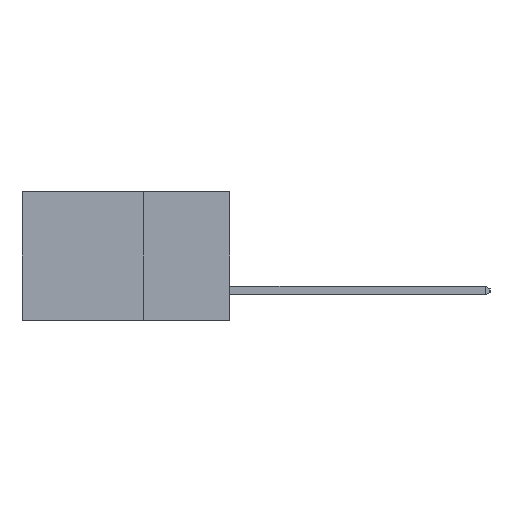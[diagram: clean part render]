
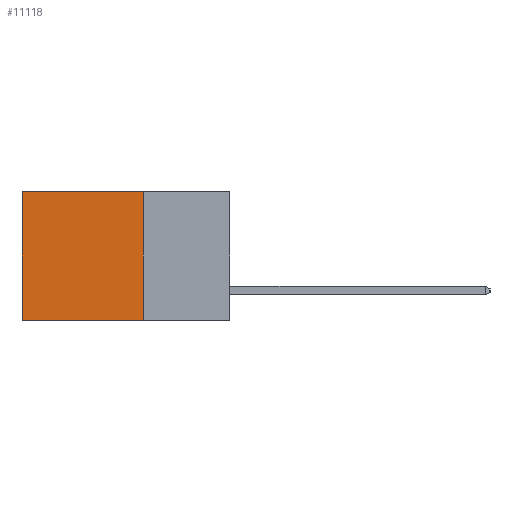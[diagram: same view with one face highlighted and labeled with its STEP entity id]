
A CAD part, left-side view. The second image highlights one B-rep face of the part: STEP entity #11118.
In plain terms, the highlighted planar face has unit normal (-1, 0, 0).
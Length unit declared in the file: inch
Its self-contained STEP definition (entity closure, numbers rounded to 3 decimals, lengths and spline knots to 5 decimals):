
#731 = ORIENTED_EDGE ( 'NONE', *, *, #17671, .T. ) ;
#1336 = CARTESIAN_POINT ( 'NONE',  ( 0.298, 0.25, -0.37 ) ) ;
#2058 = VERTEX_POINT ( 'NONE', #1336 ) ;
#3212 = CARTESIAN_POINT ( 'NONE',  ( 0.298, 0.25, 0. ) ) ;
#4142 = EDGE_CURVE ( 'NONE', #8048, #9356, #15916, .T. ) ;
#4315 = AXIS2_PLACEMENT_3D ( 'NONE', #15387, #15053, #15031 ) ;
#4836 = CARTESIAN_POINT ( 'NONE',  ( 0.298, 0.6, 0. ) ) ;
#4837 = LINE ( 'NONE', #18506, #12266 ) ;
#5141 = VERTEX_POINT ( 'NONE', #17608 ) ;
#5234 = DIRECTION ( 'NONE',  ( 0., 1., 0. ) ) ;
#7173 = CARTESIAN_POINT ( 'NONE',  ( 0.298, 0.6, -0.37 ) ) ;
#7475 = EDGE_CURVE ( 'NONE', #2058, #9356, #8861, .T. ) ;
#7578 = ORIENTED_EDGE ( 'NONE', *, *, #4142, .T. ) ;
#7811 = DIRECTION ( 'NONE',  ( 0., 1., 0. ) ) ;
#8048 = VERTEX_POINT ( 'NONE', #4836 ) ;
#8128 = CARTESIAN_POINT ( 'NONE',  ( 0.298, 0.25, -0.37 ) ) ;
#8861 = LINE ( 'NONE', #8128, #16196 ) ;
#8898 = CARTESIAN_POINT ( 'NONE',  ( 0.298, 0.6, 0. ) ) ;
#9356 = VERTEX_POINT ( 'NONE', #7173 ) ;
#9883 = FACE_OUTER_BOUND ( 'NONE', #17954, .T. ) ;
#10231 = ORIENTED_EDGE ( 'NONE', *, *, #7475, .F. ) ;
#10239 = DIRECTION ( 'NONE',  ( 0., 0., -1. ) ) ;
#11118 = ADVANCED_FACE ( 'NONE', ( #9883 ), #15074, .F. ) ;
#11818 = VECTOR ( 'NONE', #13616, 39.37008 ) ;
#12266 = VECTOR ( 'NONE', #5234, 39.37008 ) ;
#12705 = ORIENTED_EDGE ( 'NONE', *, *, #15586, .F. ) ;
#13616 = DIRECTION ( 'NONE',  ( 0., 0., -1. ) ) ;
#14985 = VECTOR ( 'NONE', #10239, 39.37008 ) ;
#15031 = DIRECTION ( 'NONE',  ( 0., 0., -1. ) ) ;
#15053 = DIRECTION ( 'NONE',  ( 1., 0., 0. ) ) ;
#15074 = PLANE ( 'NONE',  #4315 ) ;
#15387 = CARTESIAN_POINT ( 'NONE',  ( 0.298, 0.25, 0. ) ) ;
#15586 = EDGE_CURVE ( 'NONE', #5141, #2058, #15711, .T. ) ;
#15711 = LINE ( 'NONE', #3212, #11818 ) ;
#15916 = LINE ( 'NONE', #8898, #14985 ) ;
#16196 = VECTOR ( 'NONE', #7811, 39.37008 ) ;
#17608 = CARTESIAN_POINT ( 'NONE',  ( 0.298, 0.25, 0. ) ) ;
#17671 = EDGE_CURVE ( 'NONE', #5141, #8048, #4837, .T. ) ;
#17954 = EDGE_LOOP ( 'NONE', ( #7578, #10231, #12705, #731 ) ) ;
#18506 = CARTESIAN_POINT ( 'NONE',  ( 0.298, 0.25, 0. ) ) ;
